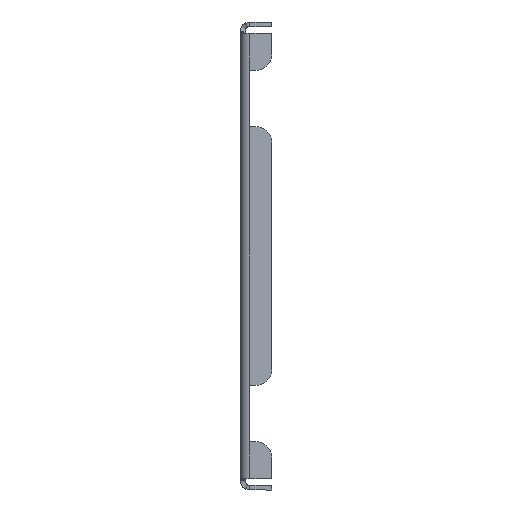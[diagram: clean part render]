
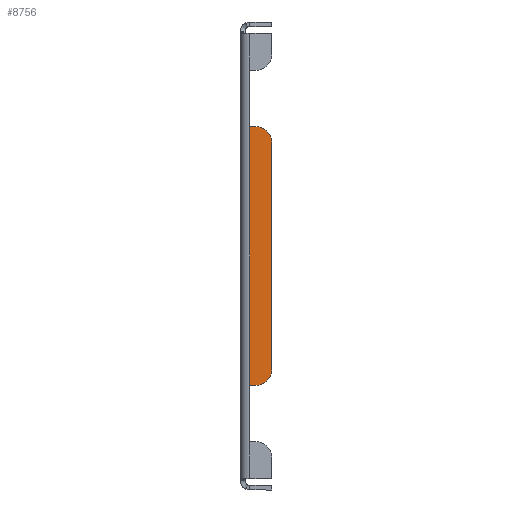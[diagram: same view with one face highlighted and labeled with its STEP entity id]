
A CAD part, left-side view. The second image highlights one B-rep face of the part: STEP entity #8756.
In plain terms, the highlighted planar face has unit normal (-1, 0, 0).
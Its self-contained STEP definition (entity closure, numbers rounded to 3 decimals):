
#603 = LINE ( 'NONE', #11846, #16634 ) ;
#630 = FACE_OUTER_BOUND ( 'NONE', #3225, .T. ) ;
#797 = ORIENTED_EDGE ( 'NONE', *, *, #9114, .F. ) ;
#1314 = CARTESIAN_POINT ( 'NONE',  ( -173.5, 170.693, -41.5 ) ) ;
#1728 = ORIENTED_EDGE ( 'NONE', *, *, #9961, .T. ) ;
#1810 = CIRCLE ( 'NONE', #6867, 5. ) ;
#2546 = CARTESIAN_POINT ( 'NONE',  ( -173.5, -5., 36.5 ) ) ;
#2761 = DIRECTION ( 'NONE',  ( 0., 0., -1. ) ) ;
#3225 = EDGE_LOOP ( 'NONE', ( #23631, #4831, #797, #23491, #20073, #1728 ) ) ;
#3253 = DIRECTION ( 'NONE',  ( 0., 1., 0. ) ) ;
#4350 = CARTESIAN_POINT ( 'NONE',  ( -173.5, -10., -71.346 ) ) ;
#4831 = ORIENTED_EDGE ( 'NONE', *, *, #18335, .T. ) ;
#4844 = DIRECTION ( 'NONE',  ( 0., 0., -1. ) ) ;
#5062 = AXIS2_PLACEMENT_3D ( 'NONE', #2546, #13802, #13916 ) ;
#5463 = CARTESIAN_POINT ( 'NONE',  ( -173.5, -5., -36.5 ) ) ;
#5999 = CARTESIAN_POINT ( 'NONE',  ( -173.5, 170.693, 0. ) ) ;
#6419 = AXIS2_PLACEMENT_3D ( 'NONE', #5999, #13600, #15672 ) ;
#6430 = LINE ( 'NONE', #10595, #15392 ) ;
#6431 = CARTESIAN_POINT ( 'NONE',  ( -173.5, -3., 41.5 ) ) ;
#6867 = AXIS2_PLACEMENT_3D ( 'NONE', #5463, #18565, #10971 ) ;
#7038 = LINE ( 'NONE', #1314, #19482 ) ;
#8756 = ADVANCED_FACE ( 'NONE', ( #630 ), #10159, .T. ) ;
#8924 = CARTESIAN_POINT ( 'NONE',  ( -173.5, -3., -41.5 ) ) ;
#8936 = VERTEX_POINT ( 'NONE', #8924 ) ;
#9114 = EDGE_CURVE ( 'NONE', #18307, #11024, #603, .T. ) ;
#9642 = DIRECTION ( 'NONE',  ( 0., -1., 0. ) ) ;
#9961 = EDGE_CURVE ( 'NONE', #19178, #15893, #1810, .T. ) ;
#10159 = PLANE ( 'NONE',  #6419 ) ;
#10595 = CARTESIAN_POINT ( 'NONE',  ( -173.5, -3., 0. ) ) ;
#10971 = DIRECTION ( 'NONE',  ( 0., -1., 0. ) ) ;
#11024 = VERTEX_POINT ( 'NONE', #17991 ) ;
#11846 = CARTESIAN_POINT ( 'NONE',  ( -173.5, 170.693, 41.5 ) ) ;
#12302 = LINE ( 'NONE', #4350, #16668 ) ;
#12953 = EDGE_CURVE ( 'NONE', #19178, #8936, #7038, .T. ) ;
#13600 = DIRECTION ( 'NONE',  ( -1., 0., 0. ) ) ;
#13802 = DIRECTION ( 'NONE',  ( -1., 0., 0. ) ) ;
#13916 = DIRECTION ( 'NONE',  ( 0., -1., 0. ) ) ;
#13992 = CARTESIAN_POINT ( 'NONE',  ( -173.5, -10., -36.5 ) ) ;
#14169 = EDGE_CURVE ( 'NONE', #16602, #15893, #12302, .T. ) ;
#14928 = CARTESIAN_POINT ( 'NONE',  ( -173.5, -5., -41.5 ) ) ;
#15392 = VECTOR ( 'NONE', #4844, 1000. ) ;
#15672 = DIRECTION ( 'NONE',  ( 0., 0., 1. ) ) ;
#15893 = VERTEX_POINT ( 'NONE', #13992 ) ;
#16602 = VERTEX_POINT ( 'NONE', #18727 ) ;
#16634 = VECTOR ( 'NONE', #9642, 1000. ) ;
#16668 = VECTOR ( 'NONE', #2761, 1000. ) ;
#17191 = CIRCLE ( 'NONE', #5062, 5. ) ;
#17991 = CARTESIAN_POINT ( 'NONE',  ( -173.5, -5., 41.5 ) ) ;
#18307 = VERTEX_POINT ( 'NONE', #6431 ) ;
#18335 = EDGE_CURVE ( 'NONE', #16602, #11024, #17191, .T. ) ;
#18565 = DIRECTION ( 'NONE',  ( -1., 0., 0. ) ) ;
#18727 = CARTESIAN_POINT ( 'NONE',  ( -173.5, -10., 36.5 ) ) ;
#19178 = VERTEX_POINT ( 'NONE', #14928 ) ;
#19482 = VECTOR ( 'NONE', #3253, 1000. ) ;
#20073 = ORIENTED_EDGE ( 'NONE', *, *, #12953, .F. ) ;
#23491 = ORIENTED_EDGE ( 'NONE', *, *, #24148, .T. ) ;
#23631 = ORIENTED_EDGE ( 'NONE', *, *, #14169, .F. ) ;
#24148 = EDGE_CURVE ( 'NONE', #18307, #8936, #6430, .T. ) ;
